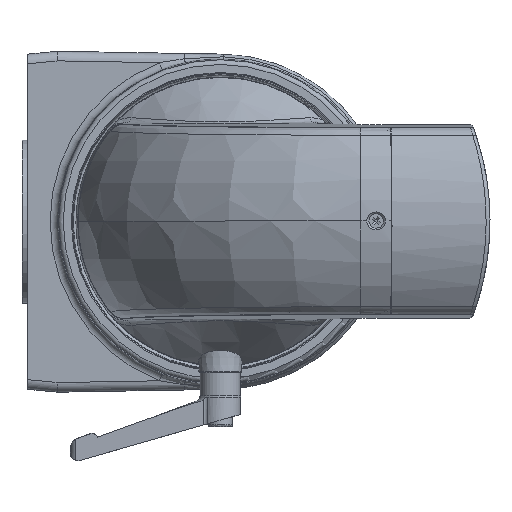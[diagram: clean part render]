
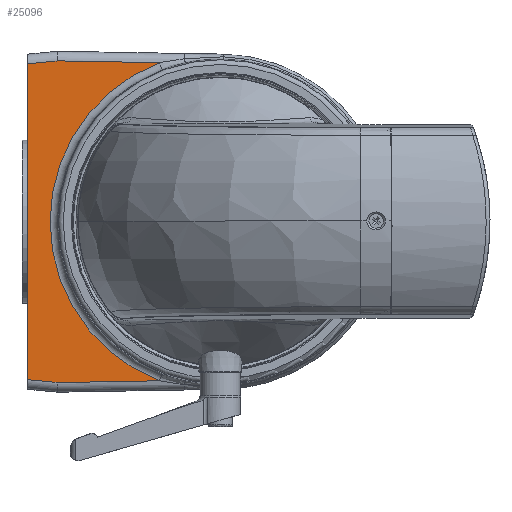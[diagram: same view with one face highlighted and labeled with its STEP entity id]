
A CAD part, top view. The second image highlights one B-rep face of the part: STEP entity #25096.
In plain terms, the highlighted planar face has unit normal (0, 0, 1).
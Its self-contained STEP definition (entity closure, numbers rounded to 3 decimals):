
#210 = EDGE_CURVE ( 'NONE', #74616, #74106, #12704, .T. ) ;
#3631 = CARTESIAN_POINT ( 'NONE',  ( 83.456, -84.852, 180. ) ) ;
#5334 = DIRECTION ( 'NONE',  ( 1., 0., 0. ) ) ;
#6605 = CARTESIAN_POINT ( 'NONE',  ( -85., -100., 180. ) ) ;
#8603 = EDGE_LOOP ( 'NONE', ( #12918, #14947, #31554, #16688, #86844, #97025 ) ) ;
#8714 = DIRECTION ( 'NONE',  ( 0., 0., 1. ) ) ;
#12704 = LINE ( 'NONE', #68117, #31075 ) ;
#12918 = ORIENTED_EDGE ( 'NONE', *, *, #34980, .T. ) ;
#12962 = DIRECTION ( 'NONE',  ( -0.017, 1., 0. ) ) ;
#14947 = ORIENTED_EDGE ( 'NONE', *, *, #99752, .T. ) ;
#16688 = ORIENTED_EDGE ( 'NONE', *, *, #210, .T. ) ;
#17514 = CARTESIAN_POINT ( 'NONE',  ( -82., -100., 180. ) ) ;
#20610 = VECTOR ( 'NONE', #118601, 1000. ) ;
#25096 = ADVANCED_FACE ( 'NONE', ( #35152 ), #82577, .T. ) ;
#25625 = VERTEX_POINT ( 'NONE', #31874 ) ;
#30997 = VERTEX_POINT ( 'NONE', #85744 ) ;
#31075 = VECTOR ( 'NONE', #31163, 1000. ) ;
#31163 = DIRECTION ( 'NONE',  ( 0.096, -0.995, 0. ) ) ;
#31554 = ORIENTED_EDGE ( 'NONE', *, *, #63160, .T. ) ;
#31874 = CARTESIAN_POINT ( 'NONE',  ( 83.509, -84.297, 180. ) ) ;
#33531 = VERTEX_POINT ( 'NONE', #47688 ) ;
#33969 = CARTESIAN_POINT ( 'NONE',  ( -83.47, -82.059, 180. ) ) ;
#34980 = EDGE_CURVE ( 'NONE', #25625, #33531, #41223, .T. ) ;
#35152 = FACE_OUTER_BOUND ( 'NONE', #8603, .T. ) ;
#39762 = CARTESIAN_POINT ( 'NONE',  ( -83.509, -84.297, 180. ) ) ;
#39801 = CARTESIAN_POINT ( 'NONE',  ( 0., 0., 180. ) ) ;
#40721 = VERTEX_POINT ( 'NONE', #97405 ) ;
#41223 = LINE ( 'NONE', #61541, #48309 ) ;
#43219 = LINE ( 'NONE', #33969, #43666 ) ;
#43666 = VECTOR ( 'NONE', #99840, 1000. ) ;
#47688 = CARTESIAN_POINT ( 'NONE',  ( 82.59, -31.606, 180. ) ) ;
#48309 = VECTOR ( 'NONE', #12962, 1000. ) ;
#50387 = AXIS2_PLACEMENT_3D ( 'NONE', #118868, #8714, #72739 ) ;
#51013 = LINE ( 'NONE', #3631, #118234 ) ;
#56740 = EDGE_CURVE ( 'NONE', #40721, #74106, #108767, .T. ) ;
#61541 = CARTESIAN_POINT ( 'NONE',  ( 83.522, -85.026, 180. ) ) ;
#61947 = DIRECTION ( 'NONE',  ( 0., 0., -1. ) ) ;
#63160 = EDGE_CURVE ( 'NONE', #30997, #74616, #43219, .T. ) ;
#68117 = CARTESIAN_POINT ( 'NONE',  ( -81.899, -101.044, 180. ) ) ;
#72295 = AXIS2_PLACEMENT_3D ( 'NONE', #39801, #61947, #5334 ) ;
#72739 = DIRECTION ( 'NONE',  ( 1., 0., 0. ) ) ;
#74106 = VERTEX_POINT ( 'NONE', #17514 ) ;
#74616 = VERTEX_POINT ( 'NONE', #39762 ) ;
#82577 = PLANE ( 'NONE',  #50387 ) ;
#83365 = EDGE_CURVE ( 'NONE', #40721, #25625, #51013, .T. ) ;
#85744 = CARTESIAN_POINT ( 'NONE',  ( -82.59, -31.606, 180. ) ) ;
#86844 = ORIENTED_EDGE ( 'NONE', *, *, #56740, .F. ) ;
#97025 = ORIENTED_EDGE ( 'NONE', *, *, #83365, .T. ) ;
#97405 = CARTESIAN_POINT ( 'NONE',  ( 82., -100., 180. ) ) ;
#97749 = DIRECTION ( 'NONE',  ( 0.096, 0.995, 0. ) ) ;
#99752 = EDGE_CURVE ( 'NONE', #33531, #30997, #111636, .T. ) ;
#99840 = DIRECTION ( 'NONE',  ( -0.017, -1., 0. ) ) ;
#108767 = LINE ( 'NONE', #6605, #20610 ) ;
#111636 = CIRCLE ( 'NONE', #72295, 88.431 ) ;
#118234 = VECTOR ( 'NONE', #97749, 1000. ) ;
#118601 = DIRECTION ( 'NONE',  ( -1., 0., 0. ) ) ;
#118868 = CARTESIAN_POINT ( 'NONE',  ( 85., -85., 180. ) ) ;
